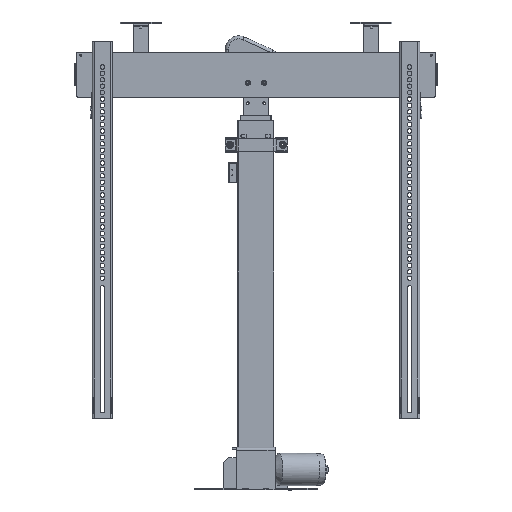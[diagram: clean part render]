
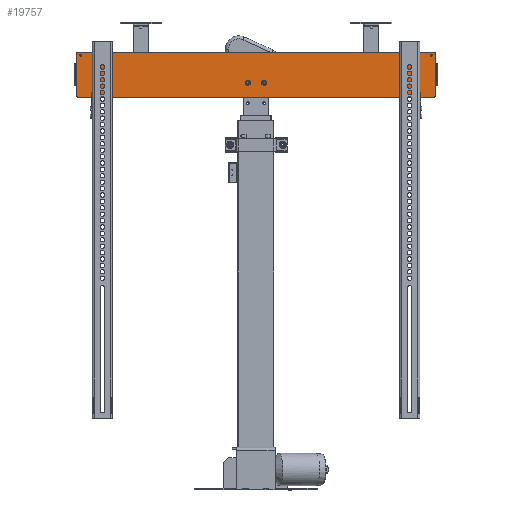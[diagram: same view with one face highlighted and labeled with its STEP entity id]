
A CAD part, top view. The second image highlights one B-rep face of the part: STEP entity #19757.
In plain terms, the highlighted planar face has unit normal (0, 0, 1).
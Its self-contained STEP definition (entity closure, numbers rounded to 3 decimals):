
#19510=CARTESIAN_POINT('',(28.62,-43.137,2.0));
#19511=VERTEX_POINT('',#19510);
#19512=CARTESIAN_POINT('',(23.62,-43.137,2.0));
#19513=DIRECTION('',(0.0,0.0,-1.0));
#19514=DIRECTION('',(-1.0,0.0,0.0));
#19515=AXIS2_PLACEMENT_3D('',#19512,#19513,#19514);
#19516=CIRCLE('',#19515,5.);
#19517=EDGE_CURVE('',#19511,#19511,#19516,.T.);
#19538=CARTESIAN_POINT('',(60.62,-43.137,2.0));
#19539=VERTEX_POINT('',#19538);
#19540=CARTESIAN_POINT('',(55.62,-43.137,2.0));
#19541=DIRECTION('',(0.0,0.0,-1.0));
#19542=DIRECTION('',(-1.0,0.0,0.0));
#19543=AXIS2_PLACEMENT_3D('',#19540,#19541,#19542);
#19544=CIRCLE('',#19543,5.);
#19545=EDGE_CURVE('',#19539,#19539,#19544,.T.);
#19654=CARTESIAN_POINT('',(187.12,13.863,2.0));
#19655=DIRECTION('',(0.0,0.0,1.0));
#19656=DIRECTION('',(1.0,0.0,0.0));
#19657=AXIS2_PLACEMENT_3D('',#19654,#19655,#19656);
#19658=PLANE('',#19657);
#19659=CARTESIAN_POINT('',(387.12,16.363,2.0));
#19660=VERTEX_POINT('',#19659);
#19661=CARTESIAN_POINT('',(-307.88,16.363,2.0));
#19662=VERTEX_POINT('',#19661);
#19663=CARTESIAN_POINT('',(387.12,16.363,2.0));
#19664=DIRECTION('',(-1.0,0.0,0.0));
#19665=VECTOR('',#19664,695.0);
#19666=LINE('',#19663,#19665);
#19667=EDGE_CURVE('',#19660,#19662,#19666,.T.);
#19668=ORIENTED_EDGE('',*,*,#19667,.T.);
#19669=CARTESIAN_POINT('',(-310.38,13.863,2.0));
#19670=VERTEX_POINT('',#19669);
#19671=CARTESIAN_POINT('',(-307.88,13.863,2.0));
#19672=DIRECTION('',(0.0,0.0,1.0));
#19673=DIRECTION('',(-1.0,0.0,0.0));
#19674=AXIS2_PLACEMENT_3D('',#19671,#19672,#19673);
#19675=CIRCLE('',#19674,2.5);
#19676=EDGE_CURVE('',#19662,#19670,#19675,.T.);
#19677=ORIENTED_EDGE('',*,*,#19676,.T.);
#19678=CARTESIAN_POINT('',(-310.38,-69.137,2.0));
#19679=VERTEX_POINT('',#19678);
#19680=CARTESIAN_POINT('',(-310.38,13.863,2.0));
#19681=DIRECTION('',(0.0,-1.0,0.0));
#19682=VECTOR('',#19681,83.0);
#19683=LINE('',#19680,#19682);
#19684=EDGE_CURVE('',#19670,#19679,#19683,.T.);
#19685=ORIENTED_EDGE('',*,*,#19684,.T.);
#19686=CARTESIAN_POINT('',(-307.88,-71.637,2.0));
#19687=VERTEX_POINT('',#19686);
#19688=CARTESIAN_POINT('',(-307.88,-69.137,2.0));
#19689=DIRECTION('',(0.0,0.0,1.0));
#19690=DIRECTION('',(-1.0,0.0,0.0));
#19691=AXIS2_PLACEMENT_3D('',#19688,#19689,#19690);
#19692=CIRCLE('',#19691,2.5);
#19693=EDGE_CURVE('',#19679,#19687,#19692,.T.);
#19694=ORIENTED_EDGE('',*,*,#19693,.T.);
#19695=CARTESIAN_POINT('',(387.12,-71.637,2.0));
#19696=VERTEX_POINT('',#19695);
#19697=CARTESIAN_POINT('',(-307.88,-71.637,2.0));
#19698=DIRECTION('',(1.0,0.0,0.0));
#19699=VECTOR('',#19698,695.0);
#19700=LINE('',#19697,#19699);
#19701=EDGE_CURVE('',#19687,#19696,#19700,.T.);
#19702=ORIENTED_EDGE('',*,*,#19701,.T.);
#19703=CARTESIAN_POINT('',(389.62,-69.137,2.0));
#19704=VERTEX_POINT('',#19703);
#19705=CARTESIAN_POINT('',(387.12,-69.137,2.0));
#19706=DIRECTION('',(0.0,0.0,1.0));
#19707=DIRECTION('',(1.0,0.0,0.0));
#19708=AXIS2_PLACEMENT_3D('',#19705,#19706,#19707);
#19709=CIRCLE('',#19708,2.5);
#19710=EDGE_CURVE('',#19696,#19704,#19709,.T.);
#19711=ORIENTED_EDGE('',*,*,#19710,.T.);
#19712=CARTESIAN_POINT('',(389.62,13.863,2.0));
#19713=VERTEX_POINT('',#19712);
#19714=CARTESIAN_POINT('',(389.62,-69.137,2.0));
#19715=DIRECTION('',(0.0,1.0,0.0));
#19716=VECTOR('',#19715,83.0);
#19717=LINE('',#19714,#19716);
#19718=EDGE_CURVE('',#19704,#19713,#19717,.T.);
#19719=ORIENTED_EDGE('',*,*,#19718,.T.);
#19720=CARTESIAN_POINT('',(387.12,13.863,2.0));
#19721=DIRECTION('',(0.0,0.0,1.0));
#19722=DIRECTION('',(1.0,0.0,0.0));
#19723=AXIS2_PLACEMENT_3D('',#19720,#19721,#19722);
#19724=CIRCLE('',#19723,2.5);
#19725=EDGE_CURVE('',#19713,#19660,#19724,.T.);
#19726=ORIENTED_EDGE('',*,*,#19725,.T.);
#19727=EDGE_LOOP('',(#19668,#19677,#19685,#19694,#19702,#19711,#19719,#19726));
#19728=FACE_OUTER_BOUND('',#19727,.T.);
#19729=ORIENTED_EDGE('',*,*,#19517,.T.);
#19730=EDGE_LOOP('',(#19729));
#19731=FACE_BOUND('',#19730,.T.);
#19732=ORIENTED_EDGE('',*,*,#19545,.T.);
#19733=EDGE_LOOP('',(#19732));
#19734=FACE_BOUND('',#19733,.T.);
#19735=CARTESIAN_POINT('',(383.62,10.363,2.0));
#19736=VERTEX_POINT('',#19735);
#19737=CARTESIAN_POINT('',(381.62,10.363,2.0));
#19738=DIRECTION('',(0.0,0.0,1.0));
#19739=DIRECTION('',(1.0,0.0,0.0));
#19740=AXIS2_PLACEMENT_3D('',#19737,#19738,#19739);
#19741=CIRCLE('',#19740,2.);
#19742=EDGE_CURVE('',#19736,#19736,#19741,.T.);
#19743=ORIENTED_EDGE('',*,*,#19742,.F.);
#19744=EDGE_LOOP('',(#19743));
#19745=FACE_BOUND('',#19744,.T.);
#19746=CARTESIAN_POINT('',(-300.38,10.363,2.0));
#19747=VERTEX_POINT('',#19746);
#19748=CARTESIAN_POINT('',(-302.38,10.363,2.0));
#19749=DIRECTION('',(0.0,0.0,1.0));
#19750=DIRECTION('',(-1.0,0.0,0.0));
#19751=AXIS2_PLACEMENT_3D('',#19748,#19749,#19750);
#19752=CIRCLE('',#19751,2.);
#19753=EDGE_CURVE('',#19747,#19747,#19752,.T.);
#19754=ORIENTED_EDGE('',*,*,#19753,.F.);
#19755=EDGE_LOOP('',(#19754));
#19756=FACE_BOUND('',#19755,.T.);
#19757=ADVANCED_FACE('',(#19728,#19731,#19734,#19745,#19756),#19658,.T.);
